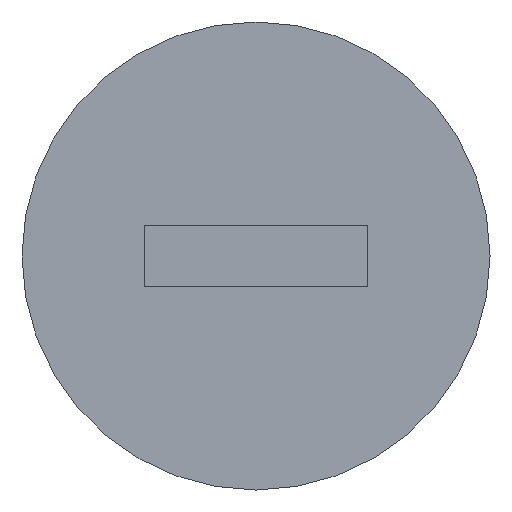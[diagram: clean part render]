
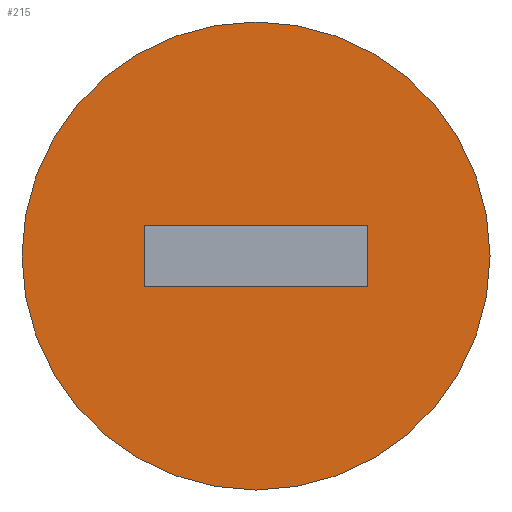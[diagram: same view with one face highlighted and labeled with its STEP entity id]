
A CAD part, front view. The second image highlights one B-rep face of the part: STEP entity #215.
In plain terms, the highlighted planar face has unit normal (0, -1, 0).
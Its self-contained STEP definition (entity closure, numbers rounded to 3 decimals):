
#70=FACE_OUTER_BOUND('',#85,.T.);
#85=EDGE_LOOP('',(#147));
#100=CIRCLE('',#247,1.15);
#102=VERTEX_POINT('',#326);
#120=EDGE_CURVE('',#102,#102,#100,.T.);
#147=ORIENTED_EDGE('',*,*,#120,.T.);
#201=PLANE('',#246);
#215=ADVANCED_FACE('',(#70),#201,.F.);
#246=AXIS2_PLACEMENT_3D('',#325,#265,#266);
#247=AXIS2_PLACEMENT_3D('',#327,#267,#268);
#265=DIRECTION('center_axis',(0.,1.,0.));
#266=DIRECTION('ref_axis',(1.,0.,0.));
#267=DIRECTION('center_axis',(0.,-1.,0.));
#268=DIRECTION('ref_axis',(1.,0.,0.));
#325=CARTESIAN_POINT('Origin',(0.,-15.5,0.));
#326=CARTESIAN_POINT('',(-1.15,-15.5,0.));
#327=CARTESIAN_POINT('Origin',(0.,-15.5,0.));
